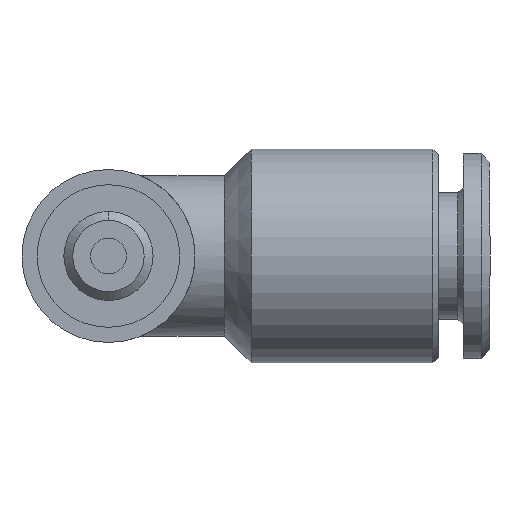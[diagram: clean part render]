
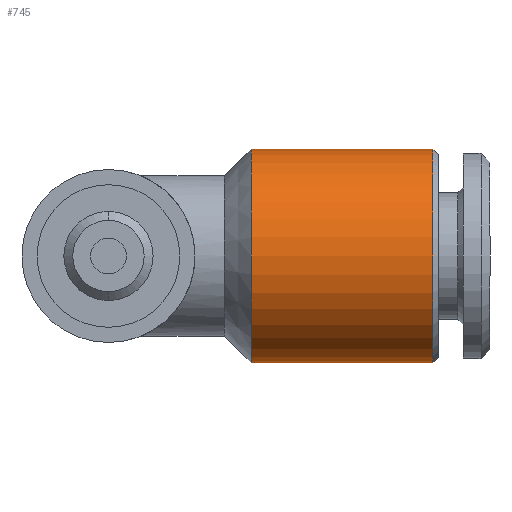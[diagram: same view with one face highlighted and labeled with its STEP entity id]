
A CAD part, front view. The second image highlights one B-rep face of the part: STEP entity #745.
In plain terms, the highlighted cylindrical face has radius 6 mm (diameter 12 mm), a partial arc.
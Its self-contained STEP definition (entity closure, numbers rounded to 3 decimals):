
#1 = DIRECTION ( 'NONE',  ( -1., 0., 0. ) ) ;
#2 = VECTOR ( 'NONE', #1, 1000. ) ;
#12 = CARTESIAN_POINT ( 'NONE',  ( -5.577, 12., -6. ) ) ;
#13 = LINE ( 'NONE', #12, #2 ) ;
#18 = CARTESIAN_POINT ( 'NONE',  ( 18.2, 12., -6. ) ) ;
#39 = CARTESIAN_POINT ( 'NONE',  ( 8., 12., 6. ) ) ;
#44 = CARTESIAN_POINT ( 'NONE',  ( 8., 12., -6. ) ) ;
#54 = LINE ( 'NONE', #68, #67 ) ;
#55 = CARTESIAN_POINT ( 'NONE',  ( 18.2, 12., 6. ) ) ;
#66 = DIRECTION ( 'NONE',  ( -1., 0., 0. ) ) ;
#67 = VECTOR ( 'NONE', #66, 1000. ) ;
#68 = CARTESIAN_POINT ( 'NONE',  ( -5.577, 12., 6. ) ) ;
#689 = EDGE_CURVE ( 'NONE', #2371, #2393, #772, .T. ) ;
#738 = ORIENTED_EDGE ( 'NONE', *, *, #742, .F. ) ;
#740 = ORIENTED_EDGE ( 'NONE', *, *, #2373, .F. ) ;
#742 = EDGE_CURVE ( 'NONE', #2397, #2378, #940, .T. ) ;
#745 = ADVANCED_FACE ( 'NONE', ( #953 ), #959, .T. ) ;
#746 = ORIENTED_EDGE ( 'NONE', *, *, #689, .T. ) ;
#747 = EDGE_LOOP ( 'NONE', ( #740, #746, #749, #738 ) ) ;
#749 = ORIENTED_EDGE ( 'NONE', *, *, #2392, .T. ) ;
#768 = DIRECTION ( 'NONE',  ( -1., 0., 0. ) ) ;
#770 = DIRECTION ( 'NONE',  ( 0., 0., 1. ) ) ;
#772 = CIRCLE ( 'NONE', #776, 6. ) ;
#775 = CARTESIAN_POINT ( 'NONE',  ( 18.2, 12., 0. ) ) ;
#776 = AXIS2_PLACEMENT_3D ( 'NONE', #775, #768, #770 ) ;
#927 = AXIS2_PLACEMENT_3D ( 'NONE', #933, #932, #942 ) ;
#932 = DIRECTION ( 'NONE',  ( -1., 0., 0. ) ) ;
#933 = CARTESIAN_POINT ( 'NONE',  ( 8., 12., 0. ) ) ;
#940 = CIRCLE ( 'NONE', #927, 6. ) ;
#942 = DIRECTION ( 'NONE',  ( 0., 0., 1. ) ) ;
#953 = FACE_OUTER_BOUND ( 'NONE', #747, .T. ) ;
#958 = DIRECTION ( 'NONE',  ( 0., 0., 1. ) ) ;
#959 = CYLINDRICAL_SURFACE ( 'NONE', #967, 6. ) ;
#967 = AXIS2_PLACEMENT_3D ( 'NONE', #976, #975, #958 ) ;
#975 = DIRECTION ( 'NONE',  ( -1., 0., 0. ) ) ;
#976 = CARTESIAN_POINT ( 'NONE',  ( -5.577, 12., 0. ) ) ;
#2371 = VERTEX_POINT ( 'NONE', #18 ) ;
#2373 = EDGE_CURVE ( 'NONE', #2371, #2397, #13, .T. ) ;
#2378 = VERTEX_POINT ( 'NONE', #39 ) ;
#2392 = EDGE_CURVE ( 'NONE', #2393, #2378, #54, .T. ) ;
#2393 = VERTEX_POINT ( 'NONE', #55 ) ;
#2397 = VERTEX_POINT ( 'NONE', #44 ) ;
